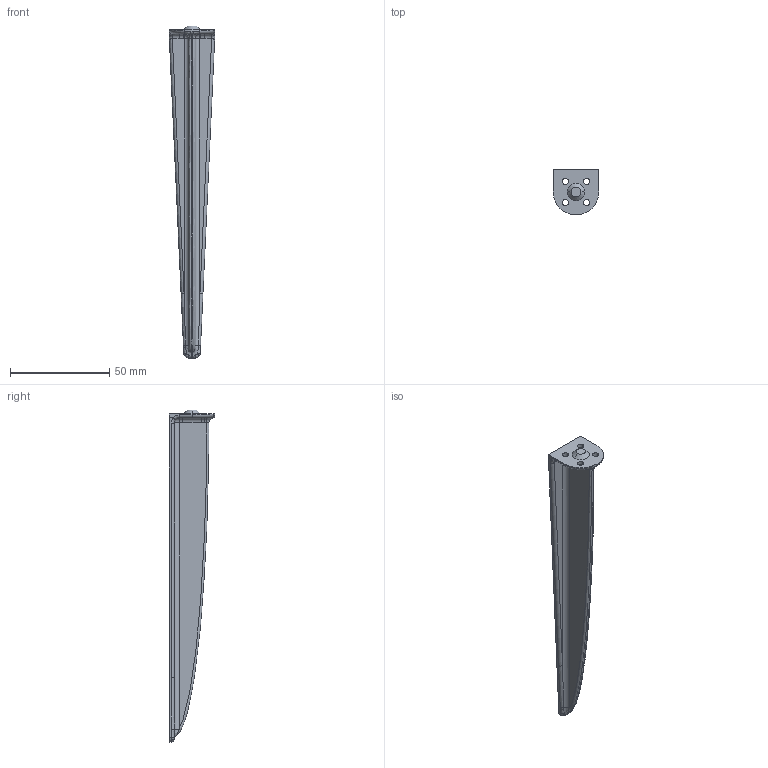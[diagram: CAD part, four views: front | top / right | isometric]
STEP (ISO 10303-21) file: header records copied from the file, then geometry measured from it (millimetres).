
FILE_DESCRIPTION (( 'STEP AP214' ), '1' );
FILE_NAME ('2020 10-27 SSS NXP Drone Landing Spike.STEP', '2021-09-28T17:46:50', ( '' ), ( '' ), 'SwSTEP 2.0', 'SolidWorks 2021', '' );
FILE_SCHEMA (( 'AUTOMOTIVE_DESIGN' ));
Length unit declared in the file: millimetre
Products named in the file (1): 2020 10-27 SSS NXP Drone Landing Spike
Bounding box: 23 x 23 x 167 mm (x, y, z)
Volume: 14116.6 mm3; surface area: 10536.3 mm2
Topology: 1 solids, 1 shells, 86 faces, 213 edges, 124 vertices
Faces by surface type: cylinder 30, bspline 28, plane 18, torus 6, cone 2, sphere 2
Entity records: 3637 total; most frequent: CARTESIAN_POINT 1721, ORIENTED_EDGE 422, DIRECTION 374, EDGE_CURVE 211, AXIS2_PLACEMENT_3D 156, VERTEX_POINT 124, CIRCLE 97, EDGE_LOOP 91
